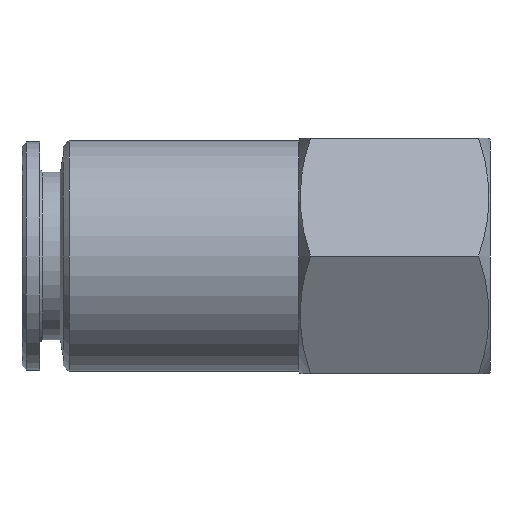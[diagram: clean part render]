
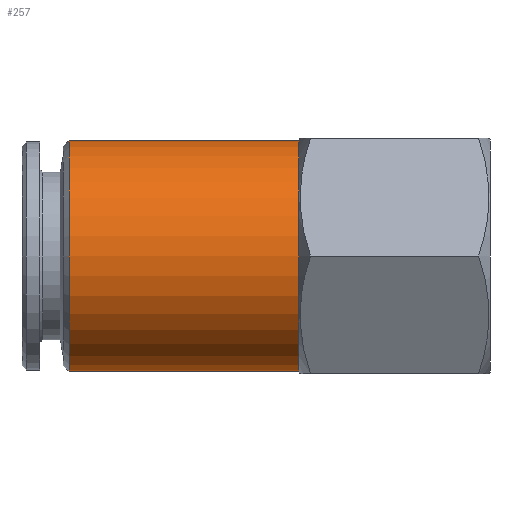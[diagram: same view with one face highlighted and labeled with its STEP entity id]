
A CAD part, left-side view. The second image highlights one B-rep face of the part: STEP entity #257.
In plain terms, the highlighted cylindrical face has radius 7.85 mm (diameter 15.7 mm), a partial arc.
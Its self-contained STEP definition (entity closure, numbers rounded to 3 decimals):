
#133 = EDGE_CURVE ( 'NONE', #254, #163, #658, .T. ) ;
#163 = VERTEX_POINT ( 'NONE', #674 ) ;
#173 = VERTEX_POINT ( 'NONE', #723 ) ;
#176 = EDGE_CURVE ( 'NONE', #198, #163, #771, .T. ) ;
#198 = VERTEX_POINT ( 'NONE', #1036 ) ;
#205 = ORIENTED_EDGE ( 'NONE', *, *, #176, .T. ) ;
#206 = ORIENTED_EDGE ( 'NONE', *, *, #133, .F. ) ;
#213 = EDGE_LOOP ( 'NONE', ( #258, #259, #205, #206 ) ) ;
#253 = EDGE_CURVE ( 'NONE', #173, #254, #876, .T. ) ;
#254 = VERTEX_POINT ( 'NONE', #872 ) ;
#257 = ADVANCED_FACE ( 'NONE', ( #871 ), #870, .T. ) ;
#258 = ORIENTED_EDGE ( 'NONE', *, *, #253, .F. ) ;
#259 = ORIENTED_EDGE ( 'NONE', *, *, #260, .T. ) ;
#260 = EDGE_CURVE ( 'NONE', #173, #198, #1005, .T. ) ;
#658 = CIRCLE ( 'NONE', #756, 7.85 ) ;
#674 = CARTESIAN_POINT ( 'NONE',  ( 0., 13., -7.85 ) ) ;
#692 = DIRECTION ( 'NONE',  ( 0., 0., -1. ) ) ;
#723 = CARTESIAN_POINT ( 'NONE',  ( 0., 28.6, 7.85 ) ) ;
#754 = DIRECTION ( 'NONE',  ( 0., -1., 0. ) ) ;
#755 = CARTESIAN_POINT ( 'NONE',  ( 0., 13., 0. ) ) ;
#756 = AXIS2_PLACEMENT_3D ( 'NONE', #755, #754, #692 ) ;
#768 = DIRECTION ( 'NONE',  ( 0., -1., 0. ) ) ;
#769 = VECTOR ( 'NONE', #768, 1000. ) ;
#770 = CARTESIAN_POINT ( 'NONE',  ( 0., -3.305, -7.85 ) ) ;
#771 = LINE ( 'NONE', #770, #769 ) ;
#866 = DIRECTION ( 'NONE',  ( 0., 0., -1. ) ) ;
#867 = DIRECTION ( 'NONE',  ( 0., -1., 0. ) ) ;
#868 = CARTESIAN_POINT ( 'NONE',  ( 0., -3.305, 0. ) ) ;
#869 = AXIS2_PLACEMENT_3D ( 'NONE', #868, #867, #866 ) ;
#870 = CYLINDRICAL_SURFACE ( 'NONE', #869, 7.85 ) ;
#871 = FACE_OUTER_BOUND ( 'NONE', #213, .T. ) ;
#872 = CARTESIAN_POINT ( 'NONE',  ( 0., 13., 7.85 ) ) ;
#873 = DIRECTION ( 'NONE',  ( 0., -1., 0. ) ) ;
#874 = VECTOR ( 'NONE', #873, 1000. ) ;
#875 = CARTESIAN_POINT ( 'NONE',  ( 0., -3.305, 7.85 ) ) ;
#876 = LINE ( 'NONE', #875, #874 ) ;
#1001 = DIRECTION ( 'NONE',  ( 0., 0., -1. ) ) ;
#1002 = DIRECTION ( 'NONE',  ( 0., -1., 0. ) ) ;
#1003 = CARTESIAN_POINT ( 'NONE',  ( 0., 28.6, 0. ) ) ;
#1004 = AXIS2_PLACEMENT_3D ( 'NONE', #1003, #1002, #1001 ) ;
#1005 = CIRCLE ( 'NONE', #1004, 7.85 ) ;
#1036 = CARTESIAN_POINT ( 'NONE',  ( 0., 28.6, -7.85 ) ) ;
